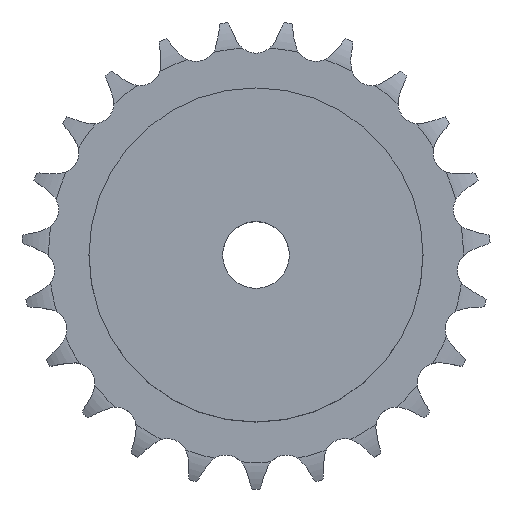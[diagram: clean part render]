
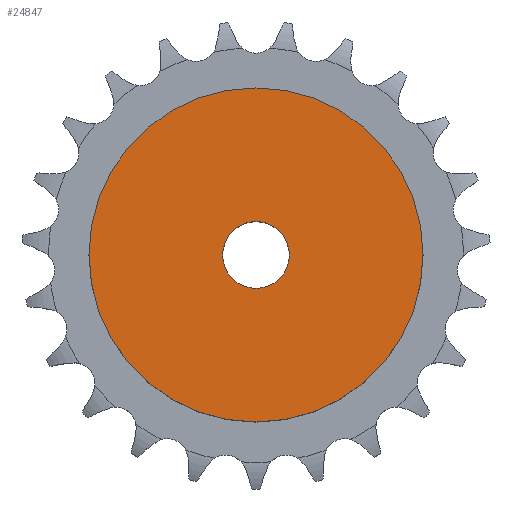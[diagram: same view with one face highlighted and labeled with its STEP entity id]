
A CAD part, top view. The second image highlights one B-rep face of the part: STEP entity #24847.
In plain terms, the highlighted planar face has unit normal (0, 0, 1).
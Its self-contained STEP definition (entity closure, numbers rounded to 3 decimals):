
#3207 = CYLINDRICAL_SURFACE('',#3208,35.);
#3208 = AXIS2_PLACEMENT_3D('',#3209,#3210,#3211);
#3209 = CARTESIAN_POINT('',(0.,0.,0.));
#3210 = DIRECTION('',(-0.,-0.,-1.));
#3211 = DIRECTION('',(1.,0.,0.));
#15844 = VERTEX_POINT('',#15845);
#15845 = CARTESIAN_POINT('',(35.,0.,28.));
#15866 = EDGE_CURVE('',#15844,#15844,#15867,.T.);
#15867 = SURFACE_CURVE('',#15868,(#15873,#15880),.PCURVE_S1.);
#15868 = CIRCLE('',#15869,35.);
#15869 = AXIS2_PLACEMENT_3D('',#15870,#15871,#15872);
#15870 = CARTESIAN_POINT('',(0.,0.,28.));
#15871 = DIRECTION('',(0.,0.,1.));
#15872 = DIRECTION('',(1.,0.,0.));
#15873 = PCURVE('',#3207,#15874);
#15874 = DEFINITIONAL_REPRESENTATION('',(#15875),#15879);
#15875 = LINE('',#15876,#15877);
#15876 = CARTESIAN_POINT('',(-0.,-28.));
#15877 = VECTOR('',#15878,1.);
#15878 = DIRECTION('',(-1.,0.));
#15879 = ( GEOMETRIC_REPRESENTATION_CONTEXT(2) 
PARAMETRIC_REPRESENTATION_CONTEXT() REPRESENTATION_CONTEXT('2D SPACE',''
  ) );
#15880 = PCURVE('',#15881,#15886);
#15881 = PLANE('',#15882);
#15882 = AXIS2_PLACEMENT_3D('',#15883,#15884,#15885);
#15883 = CARTESIAN_POINT('',(0.,0.,28.)
  );
#15884 = DIRECTION('',(0.,0.,1.));
#15885 = DIRECTION('',(1.,0.,0.));
#15886 = DEFINITIONAL_REPRESENTATION('',(#15887),#15891);
#15887 = CIRCLE('',#15888,35.);
#15888 = AXIS2_PLACEMENT_2D('',#15889,#15890);
#15889 = CARTESIAN_POINT('',(0.,0.));
#15890 = DIRECTION('',(1.,0.));
#15891 = ( GEOMETRIC_REPRESENTATION_CONTEXT(2) 
PARAMETRIC_REPRESENTATION_CONTEXT() REPRESENTATION_CONTEXT('2D SPACE',''
  ) );
#21118 = CYLINDRICAL_SURFACE('',#21119,7.);
#21119 = AXIS2_PLACEMENT_3D('',#21120,#21121,#21122);
#21120 = CARTESIAN_POINT('',(0.,0.,153.385));
#21121 = DIRECTION('',(0.,0.,1.));
#21122 = DIRECTION('',(1.,0.,0.));
#24847 = ADVANCED_FACE('',(#24848,#24851),#15881,.T.);
#24848 = FACE_BOUND('',#24849,.T.);
#24849 = EDGE_LOOP('',(#24850));
#24850 = ORIENTED_EDGE('',*,*,#15866,.T.);
#24851 = FACE_BOUND('',#24852,.T.);
#24852 = EDGE_LOOP('',(#24853));
#24853 = ORIENTED_EDGE('',*,*,#24854,.F.);
#24854 = EDGE_CURVE('',#24855,#24855,#24857,.T.);
#24855 = VERTEX_POINT('',#24856);
#24856 = CARTESIAN_POINT('',(7.,0.,28.));
#24857 = SURFACE_CURVE('',#24858,(#24863,#24870),.PCURVE_S1.);
#24858 = CIRCLE('',#24859,7.);
#24859 = AXIS2_PLACEMENT_3D('',#24860,#24861,#24862);
#24860 = CARTESIAN_POINT('',(0.,0.,28.));
#24861 = DIRECTION('',(0.,0.,1.));
#24862 = DIRECTION('',(1.,0.,0.));
#24863 = PCURVE('',#15881,#24864);
#24864 = DEFINITIONAL_REPRESENTATION('',(#24865),#24869);
#24865 = CIRCLE('',#24866,7.);
#24866 = AXIS2_PLACEMENT_2D('',#24867,#24868);
#24867 = CARTESIAN_POINT('',(0.,0.));
#24868 = DIRECTION('',(1.,0.));
#24869 = ( GEOMETRIC_REPRESENTATION_CONTEXT(2) 
PARAMETRIC_REPRESENTATION_CONTEXT() REPRESENTATION_CONTEXT('2D SPACE',''
  ) );
#24870 = PCURVE('',#21118,#24871);
#24871 = DEFINITIONAL_REPRESENTATION('',(#24872),#24876);
#24872 = LINE('',#24873,#24874);
#24873 = CARTESIAN_POINT('',(0.,-125.385));
#24874 = VECTOR('',#24875,1.);
#24875 = DIRECTION('',(1.,0.));
#24876 = ( GEOMETRIC_REPRESENTATION_CONTEXT(2) 
PARAMETRIC_REPRESENTATION_CONTEXT() REPRESENTATION_CONTEXT('2D SPACE',''
  ) );
